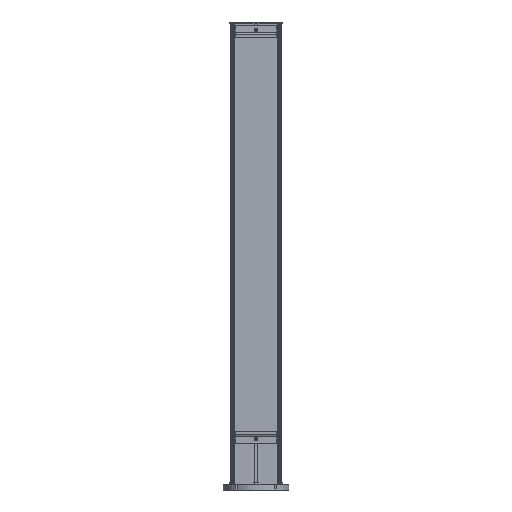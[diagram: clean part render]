
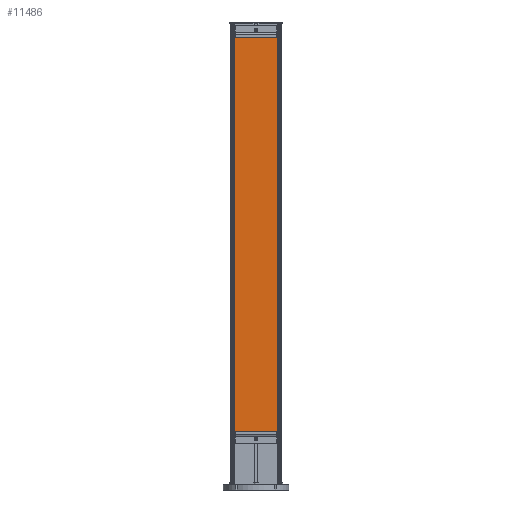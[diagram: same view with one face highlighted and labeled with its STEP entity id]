
A CAD part, front view. The second image highlights one B-rep face of the part: STEP entity #11486.
In plain terms, the highlighted planar face has unit normal (0, -1, 0).
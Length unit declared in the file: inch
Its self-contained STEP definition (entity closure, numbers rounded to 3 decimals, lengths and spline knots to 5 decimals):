
#91 = EDGE_CURVE ( 'NONE', #12200, #6101, #4055, .T. ) ;
#157 = VERTEX_POINT ( 'NONE', #14043 ) ;
#178 = VECTOR ( 'NONE', #5508, 39.37008 ) ;
#375 = VECTOR ( 'NONE', #13379, 39.37008 ) ;
#446 = CARTESIAN_POINT ( 'NONE',  ( -2.26285, -0.92741, 2.12598 ) ) ;
#542 = VECTOR ( 'NONE', #6087, 39.37008 ) ;
#644 = ORIENTED_EDGE ( 'NONE', *, *, #91, .T. ) ;
#753 = VERTEX_POINT ( 'NONE', #8568 ) ;
#783 = CARTESIAN_POINT ( 'NONE',  ( -2.39173, -0.92741, 5.90551 ) ) ;
#841 = DIRECTION ( 'NONE',  ( 0., 0., 1. ) ) ;
#1212 = CARTESIAN_POINT ( 'NONE',  ( 2.39173, -0.92741, 49.29134 ) ) ;
#1217 = CARTESIAN_POINT ( 'NONE',  ( 1.50973, -0.92741, 6.22047 ) ) ;
#1307 = LINE ( 'NONE', #7228, #375 ) ;
#1414 = CARTESIAN_POINT ( 'NONE',  ( 2.26471, -0.92741, 49.29134 ) ) ;
#1599 = EDGE_CURVE ( 'NONE', #2316, #753, #6614, .T. ) ;
#1638 = VECTOR ( 'NONE', #3814, 39.37008 ) ;
#1959 = DIRECTION ( 'NONE',  ( 0., 0., -1. ) ) ;
#2073 = VERTEX_POINT ( 'NONE', #7417 ) ;
#2111 = CARTESIAN_POINT ( 'NONE',  ( -2.26665, -0.92741, 5.90551 ) ) ;
#2262 = LINE ( 'NONE', #8784, #14701 ) ;
#2277 = ORIENTED_EDGE ( 'NONE', *, *, #9157, .T. ) ;
#2316 = VERTEX_POINT ( 'NONE', #1414 ) ;
#2348 = ORIENTED_EDGE ( 'NONE', *, *, #14155, .T. ) ;
#2691 = DIRECTION ( 'NONE',  ( -1., 0., 0. ) ) ;
#2760 = LINE ( 'NONE', #13770, #2942 ) ;
#2884 = ORIENTED_EDGE ( 'NONE', *, *, #11511, .T. ) ;
#2942 = VECTOR ( 'NONE', #12364, 39.37008 ) ;
#3285 = EDGE_LOOP ( 'NONE', ( #13376, #7413, #2277, #14615, #7163, #6878, #644, #5691, #15746, #2884, #4413, #2348 ) ) ;
#3814 = DIRECTION ( 'NONE',  ( 0., 0., 1. ) ) ;
#4055 = LINE ( 'NONE', #446, #5563 ) ;
#4390 = DIRECTION ( 'NONE',  ( 1., 0., 0. ) ) ;
#4413 = ORIENTED_EDGE ( 'NONE', *, *, #10537, .T. ) ;
#5160 = CARTESIAN_POINT ( 'NONE',  ( 1.50973, -0.92741, 5.90551 ) ) ;
#5359 = VERTEX_POINT ( 'NONE', #1212 ) ;
#5508 = DIRECTION ( 'NONE',  ( 0., 0., -1. ) ) ;
#5563 = VECTOR ( 'NONE', #12550, 39.37008 ) ;
#5691 = ORIENTED_EDGE ( 'NONE', *, *, #9881, .T. ) ;
#5873 = CARTESIAN_POINT ( 'NONE',  ( 1.50973, -0.92741, 2.12598 ) ) ;
#6087 = DIRECTION ( 'NONE',  ( 1., 0., 0. ) ) ;
#6101 = VERTEX_POINT ( 'NONE', #13734 ) ;
#6153 = AXIS2_PLACEMENT_3D ( 'NONE', #5873, #11499, #7814 ) ;
#6332 = CARTESIAN_POINT ( 'NONE',  ( 2.26091, -0.92741, 6.22047 ) ) ;
#6460 = VECTOR ( 'NONE', #10031, 39.37008 ) ;
#6539 = LINE ( 'NONE', #15239, #11796 ) ;
#6614 = LINE ( 'NONE', #14353, #178 ) ;
#6878 = ORIENTED_EDGE ( 'NONE', *, *, #10652, .T. ) ;
#7129 = CARTESIAN_POINT ( 'NONE',  ( 2.39173, -0.92741, 38.58268 ) ) ;
#7163 = ORIENTED_EDGE ( 'NONE', *, *, #1599, .T. ) ;
#7228 = CARTESIAN_POINT ( 'NONE',  ( 1.50973, -0.92741, 48.97638 ) ) ;
#7413 = ORIENTED_EDGE ( 'NONE', *, *, #12789, .T. ) ;
#7417 = CARTESIAN_POINT ( 'NONE',  ( -2.39173, -0.92741, 49.29134 ) ) ;
#7574 = DIRECTION ( 'NONE',  ( 0., 0., 1. ) ) ;
#7775 = VECTOR ( 'NONE', #2691, 39.37008 ) ;
#7814 = DIRECTION ( 'NONE',  ( 0., 0., -1. ) ) ;
#8169 = EDGE_CURVE ( 'NONE', #2316, #5359, #2760, .T. ) ;
#8357 = LINE ( 'NONE', #7129, #8523 ) ;
#8376 = CARTESIAN_POINT ( 'NONE',  ( -2.26285, -0.92741, 48.97638 ) ) ;
#8523 = VECTOR ( 'NONE', #841, 39.37008 ) ;
#8568 = CARTESIAN_POINT ( 'NONE',  ( 2.26471, -0.92741, 48.97638 ) ) ;
#8737 = LINE ( 'NONE', #13365, #7775 ) ;
#8784 = CARTESIAN_POINT ( 'NONE',  ( -2.39173, -0.92741, 38.58268 ) ) ;
#8871 = VERTEX_POINT ( 'NONE', #9398 ) ;
#9157 = EDGE_CURVE ( 'NONE', #8871, #5359, #8357, .T. ) ;
#9398 = CARTESIAN_POINT ( 'NONE',  ( 2.39173, -0.92741, 5.90551 ) ) ;
#9881 = EDGE_CURVE ( 'NONE', #6101, #2073, #8737, .T. ) ;
#9945 = LINE ( 'NONE', #5160, #6460 ) ;
#10031 = DIRECTION ( 'NONE',  ( 1., 0., 0. ) ) ;
#10537 = EDGE_CURVE ( 'NONE', #12957, #157, #12066, .T. ) ;
#10652 = EDGE_CURVE ( 'NONE', #753, #12200, #1307, .T. ) ;
#10838 = LINE ( 'NONE', #15455, #14964 ) ;
#11014 = PLANE ( 'NONE',  #6153 ) ;
#11148 = VERTEX_POINT ( 'NONE', #13428 ) ;
#11166 = CARTESIAN_POINT ( 'NONE',  ( -2.26665, -0.92741, 2.12598 ) ) ;
#11186 = FACE_OUTER_BOUND ( 'NONE', #3285, .T. ) ;
#11486 = ADVANCED_FACE ( 'NONE', ( #11186 ), #11014, .T. ) ;
#11499 = DIRECTION ( 'NONE',  ( 0., -1., 0. ) ) ;
#11511 = EDGE_CURVE ( 'NONE', #12092, #12957, #6539, .T. ) ;
#11796 = VECTOR ( 'NONE', #4390, 39.37008 ) ;
#12066 = LINE ( 'NONE', #11166, #1638 ) ;
#12092 = VERTEX_POINT ( 'NONE', #783 ) ;
#12200 = VERTEX_POINT ( 'NONE', #8376 ) ;
#12206 = LINE ( 'NONE', #1217, #542 ) ;
#12349 = VERTEX_POINT ( 'NONE', #6332 ) ;
#12364 = DIRECTION ( 'NONE',  ( 1., 0., 0. ) ) ;
#12524 = EDGE_CURVE ( 'NONE', #12092, #2073, #2262, .T. ) ;
#12550 = DIRECTION ( 'NONE',  ( 0., 0., 1. ) ) ;
#12789 = EDGE_CURVE ( 'NONE', #11148, #8871, #9945, .T. ) ;
#12897 = EDGE_CURVE ( 'NONE', #12349, #11148, #10838, .T. ) ;
#12957 = VERTEX_POINT ( 'NONE', #2111 ) ;
#13365 = CARTESIAN_POINT ( 'NONE',  ( 1.50973, -0.92741, 49.29134 ) ) ;
#13376 = ORIENTED_EDGE ( 'NONE', *, *, #12897, .T. ) ;
#13379 = DIRECTION ( 'NONE',  ( -1., 0., 0. ) ) ;
#13428 = CARTESIAN_POINT ( 'NONE',  ( 2.26091, -0.92741, 5.90551 ) ) ;
#13734 = CARTESIAN_POINT ( 'NONE',  ( -2.26285, -0.92741, 49.29134 ) ) ;
#13770 = CARTESIAN_POINT ( 'NONE',  ( 2.47578, -0.92741, 49.29134 ) ) ;
#14043 = CARTESIAN_POINT ( 'NONE',  ( -2.26665, -0.92741, 6.22047 ) ) ;
#14155 = EDGE_CURVE ( 'NONE', #157, #12349, #12206, .T. ) ;
#14353 = CARTESIAN_POINT ( 'NONE',  ( 2.26471, -0.92741, 2.12598 ) ) ;
#14615 = ORIENTED_EDGE ( 'NONE', *, *, #8169, .F. ) ;
#14701 = VECTOR ( 'NONE', #7574, 39.37008 ) ;
#14964 = VECTOR ( 'NONE', #1959, 39.37008 ) ;
#15239 = CARTESIAN_POINT ( 'NONE',  ( 1.50973, -0.92741, 5.90551 ) ) ;
#15455 = CARTESIAN_POINT ( 'NONE',  ( 2.26091, -0.92741, 2.12598 ) ) ;
#15746 = ORIENTED_EDGE ( 'NONE', *, *, #12524, .F. ) ;
